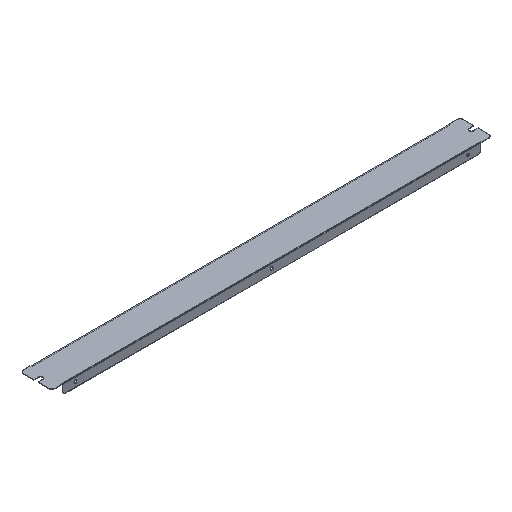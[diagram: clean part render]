
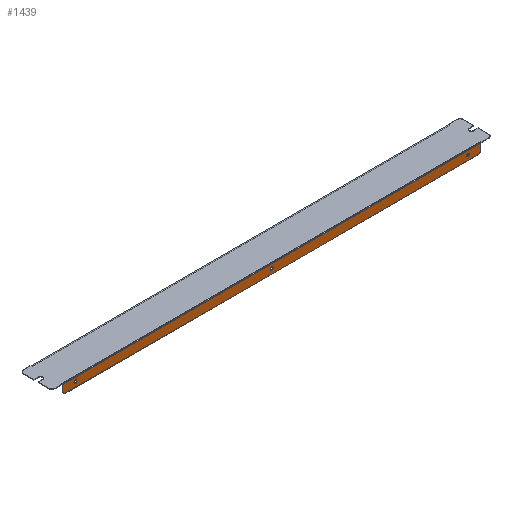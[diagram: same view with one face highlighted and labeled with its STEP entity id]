
A CAD part, isometric view. The second image highlights one B-rep face of the part: STEP entity #1439.
In plain terms, the highlighted planar face has unit normal (0, -1, 0).
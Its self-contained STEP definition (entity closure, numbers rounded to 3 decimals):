
#32 = CIRCLE ( 'NONE', #1529, 2.1 ) ;
#40 = DIRECTION ( 'NONE',  ( 0., 0., 1. ) ) ;
#110 = DIRECTION ( 'NONE',  ( 0., 0., 1. ) ) ;
#128 = VERTEX_POINT ( 'NONE', #314 ) ;
#177 = ORIENTED_EDGE ( 'NONE', *, *, #201, .T. ) ;
#201 = EDGE_CURVE ( 'NONE', #1016, #1578, #833, .T. ) ;
#214 = LINE ( 'NONE', #872, #255 ) ;
#226 = CARTESIAN_POINT ( 'NONE',  ( -326.25, -24.8, -0.919 ) ) ;
#230 = CARTESIAN_POINT ( 'NONE',  ( 326.25, -24.8, 0. ) ) ;
#242 = DIRECTION ( 'NONE',  ( 0., 0., -1. ) ) ;
#255 = VECTOR ( 'NONE', #1477, 1000. ) ;
#274 = CARTESIAN_POINT ( 'NONE',  ( 321.25, -24.8, -15. ) ) ;
#280 = DIRECTION ( 'NONE',  ( 0., -1., 0. ) ) ;
#297 = FACE_BOUND ( 'NONE', #561, .T. ) ;
#300 = CARTESIAN_POINT ( 'NONE',  ( 0., -24.8, -5.4 ) ) ;
#314 = CARTESIAN_POINT ( 'NONE',  ( 306.25, -24.8, -5.4 ) ) ;
#357 = ORIENTED_EDGE ( 'NONE', *, *, #917, .T. ) ;
#365 = DIRECTION ( 'NONE',  ( 0., 0., 1. ) ) ;
#383 = AXIS2_PLACEMENT_3D ( 'NONE', #937, #1302, #1435 ) ;
#387 = CARTESIAN_POINT ( 'NONE',  ( -326.25, -24.8, -10. ) ) ;
#390 = EDGE_CURVE ( 'NONE', #1578, #1564, #411, .T. ) ;
#393 = ORIENTED_EDGE ( 'NONE', *, *, #424, .F. ) ;
#411 = LINE ( 'NONE', #730, #1538 ) ;
#412 = EDGE_CURVE ( 'NONE', #1139, #431, #508, .T. ) ;
#420 = VERTEX_POINT ( 'NONE', #226 ) ;
#424 = EDGE_CURVE ( 'NONE', #420, #431, #214, .T. ) ;
#431 = VERTEX_POINT ( 'NONE', #1482 ) ;
#481 = CIRCLE ( 'NONE', #499, 2.1 ) ;
#496 = DIRECTION ( 'NONE',  ( 1., 0., 0. ) ) ;
#499 = AXIS2_PLACEMENT_3D ( 'NONE', #923, #675, #40 ) ;
#508 = LINE ( 'NONE', #230, #1008 ) ;
#513 = DIRECTION ( 'NONE',  ( 0., 0., 1. ) ) ;
#518 = DIRECTION ( 'NONE',  ( 0., 1., 0. ) ) ;
#561 = EDGE_LOOP ( 'NONE', ( #755 ) ) ;
#565 = ORIENTED_EDGE ( 'NONE', *, *, #1506, .T. ) ;
#575 = EDGE_CURVE ( 'NONE', #128, #128, #32, .T. ) ;
#604 = VECTOR ( 'NONE', #242, 1000. ) ;
#611 = DIRECTION ( 'NONE',  ( 0., 1., 0. ) ) ;
#627 = CARTESIAN_POINT ( 'NONE',  ( 0., -24.8, 0. ) ) ;
#660 = EDGE_LOOP ( 'NONE', ( #704 ) ) ;
#663 = ORIENTED_EDGE ( 'NONE', *, *, #390, .T. ) ;
#675 = DIRECTION ( 'NONE',  ( 0., 1., 0. ) ) ;
#691 = CIRCLE ( 'NONE', #1554, 5. ) ;
#695 = EDGE_CURVE ( 'NONE', #1077, #1077, #481, .T. ) ;
#704 = ORIENTED_EDGE ( 'NONE', *, *, #1358, .T. ) ;
#730 = CARTESIAN_POINT ( 'NONE',  ( 0., -24.8, -15. ) ) ;
#752 = DIRECTION ( 'NONE',  ( 0., 1., 0. ) ) ;
#755 = ORIENTED_EDGE ( 'NONE', *, *, #575, .T. ) ;
#767 = CARTESIAN_POINT ( 'NONE',  ( 321.25, -24.8, -10. ) ) ;
#781 = DIRECTION ( 'NONE',  ( 0., 0., 1. ) ) ;
#795 = CARTESIAN_POINT ( 'NONE',  ( 326.25, -24.8, -10. ) ) ;
#833 = CIRCLE ( 'NONE', #383, 5. ) ;
#872 = CARTESIAN_POINT ( 'NONE',  ( -328.796, -24.8, -0.919 ) ) ;
#873 = PLANE ( 'NONE',  #1001 ) ;
#887 = FACE_BOUND ( 'NONE', #953, .T. ) ;
#917 = EDGE_CURVE ( 'NONE', #420, #1016, #1057, .T. ) ;
#923 = CARTESIAN_POINT ( 'NONE',  ( -306.25, -24.8, -7.5 ) ) ;
#937 = CARTESIAN_POINT ( 'NONE',  ( -321.25, -24.8, -10. ) ) ;
#953 = EDGE_LOOP ( 'NONE', ( #1406 ) ) ;
#968 = AXIS2_PLACEMENT_3D ( 'NONE', #1127, #611, #365 ) ;
#1001 = AXIS2_PLACEMENT_3D ( 'NONE', #627, #752, #1011 ) ;
#1008 = VECTOR ( 'NONE', #110, 1000. ) ;
#1011 = DIRECTION ( 'NONE',  ( 0., 0., 1. ) ) ;
#1016 = VERTEX_POINT ( 'NONE', #387 ) ;
#1057 = LINE ( 'NONE', #1238, #604 ) ;
#1077 = VERTEX_POINT ( 'NONE', #1175 ) ;
#1115 = VERTEX_POINT ( 'NONE', #300 ) ;
#1127 = CARTESIAN_POINT ( 'NONE',  ( 0., -24.8, -7.5 ) ) ;
#1139 = VERTEX_POINT ( 'NONE', #795 ) ;
#1175 = CARTESIAN_POINT ( 'NONE',  ( -306.25, -24.8, -5.4 ) ) ;
#1238 = CARTESIAN_POINT ( 'NONE',  ( -326.25, -24.8, 0. ) ) ;
#1269 = CIRCLE ( 'NONE', #968, 2.1 ) ;
#1302 = DIRECTION ( 'NONE',  ( 0., -1., 0. ) ) ;
#1306 = FACE_BOUND ( 'NONE', #660, .T. ) ;
#1343 = FACE_OUTER_BOUND ( 'NONE', #1484, .T. ) ;
#1358 = EDGE_CURVE ( 'NONE', #1115, #1115, #1269, .T. ) ;
#1392 = CARTESIAN_POINT ( 'NONE',  ( -321.25, -24.8, -15. ) ) ;
#1406 = ORIENTED_EDGE ( 'NONE', *, *, #695, .T. ) ;
#1435 = DIRECTION ( 'NONE',  ( 0., 0., 1. ) ) ;
#1439 = ADVANCED_FACE ( 'NONE', ( #887, #1306, #297, #1343 ), #873, .F. ) ;
#1477 = DIRECTION ( 'NONE',  ( 1., 0., 0. ) ) ;
#1482 = CARTESIAN_POINT ( 'NONE',  ( 326.25, -24.8, -0.919 ) ) ;
#1484 = EDGE_LOOP ( 'NONE', ( #357, #177, #663, #565, #1487, #393 ) ) ;
#1487 = ORIENTED_EDGE ( 'NONE', *, *, #412, .T. ) ;
#1506 = EDGE_CURVE ( 'NONE', #1564, #1139, #691, .T. ) ;
#1509 = CARTESIAN_POINT ( 'NONE',  ( 306.25, -24.8, -7.5 ) ) ;
#1529 = AXIS2_PLACEMENT_3D ( 'NONE', #1509, #518, #781 ) ;
#1538 = VECTOR ( 'NONE', #496, 1000. ) ;
#1554 = AXIS2_PLACEMENT_3D ( 'NONE', #767, #280, #513 ) ;
#1564 = VERTEX_POINT ( 'NONE', #274 ) ;
#1578 = VERTEX_POINT ( 'NONE', #1392 ) ;
